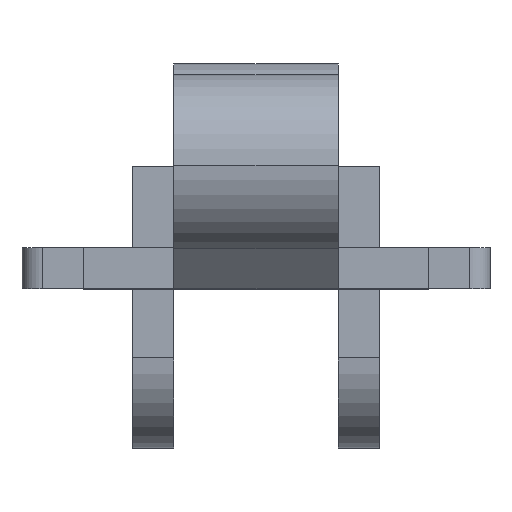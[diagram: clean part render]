
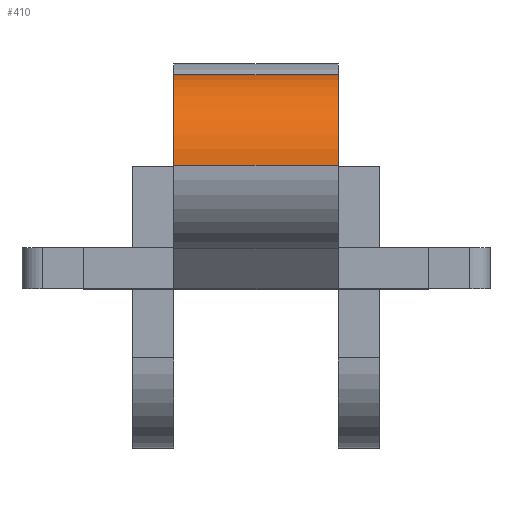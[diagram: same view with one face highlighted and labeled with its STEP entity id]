
A CAD part, top view. The second image highlights one B-rep face of the part: STEP entity #410.
In plain terms, the highlighted cylindrical face has radius 11 mm (diameter 22 mm), a partial arc.
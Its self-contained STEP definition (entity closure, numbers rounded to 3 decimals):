
#169 = EDGE_CURVE ( 'NONE', #756, #1488, #1846, .T. ) ;
#177 = ORIENTED_EDGE ( 'NONE', *, *, #2415, .F. ) ;
#265 = CARTESIAN_POINT ( 'NONE',  ( 31., 15., 1.5 ) ) ;
#282 = CARTESIAN_POINT ( 'NONE',  ( 11., 15., 23.5 ) ) ;
#410 = ADVANCED_FACE ( 'NONE', ( #2106 ), #793, .T. ) ;
#422 = CARTESIAN_POINT ( 'NONE',  ( 11., 15., 12.5 ) ) ;
#494 = EDGE_CURVE ( 'NONE', #1369, #1488, #2543, .T. ) ;
#549 = EDGE_CURVE ( 'NONE', #674, #1369, #2161, .T. ) ;
#592 = CARTESIAN_POINT ( 'NONE',  ( 31., 15., 12.5 ) ) ;
#674 = VERTEX_POINT ( 'NONE', #1996 ) ;
#756 = VERTEX_POINT ( 'NONE', #1475 ) ;
#791 = CIRCLE ( 'NONE', #1909, 11. ) ;
#793 = CYLINDRICAL_SURFACE ( 'NONE', #1211, 11. ) ;
#847 = DIRECTION ( 'NONE',  ( 0., 0., -1. ) ) ;
#911 = EDGE_LOOP ( 'NONE', ( #2517, #177, #1195, #1862 ) ) ;
#913 = DIRECTION ( 'NONE',  ( 1., 0., 0. ) ) ;
#1195 = ORIENTED_EDGE ( 'NONE', *, *, #549, .T. ) ;
#1211 = AXIS2_PLACEMENT_3D ( 'NONE', #592, #1221, #2315 ) ;
#1221 = DIRECTION ( 'NONE',  ( -1., 0., 0. ) ) ;
#1275 = DIRECTION ( 'NONE',  ( 1., 0., 0. ) ) ;
#1342 = DIRECTION ( 'NONE',  ( -1., 0., 0. ) ) ;
#1345 = AXIS2_PLACEMENT_3D ( 'NONE', #422, #1275, #847 ) ;
#1369 = VERTEX_POINT ( 'NONE', #1872 ) ;
#1475 = CARTESIAN_POINT ( 'NONE',  ( 31., 15., 23.5 ) ) ;
#1488 = VERTEX_POINT ( 'NONE', #282 ) ;
#1760 = DIRECTION ( 'NONE',  ( 0., 0., -1. ) ) ;
#1846 = LINE ( 'NONE', #2217, #2009 ) ;
#1862 = ORIENTED_EDGE ( 'NONE', *, *, #494, .T. ) ;
#1872 = CARTESIAN_POINT ( 'NONE',  ( 11., 15., 1.5 ) ) ;
#1909 = AXIS2_PLACEMENT_3D ( 'NONE', #2469, #913, #1760 ) ;
#1925 = VECTOR ( 'NONE', #1342, 1000. ) ;
#1996 = CARTESIAN_POINT ( 'NONE',  ( 31., 15., 1.5 ) ) ;
#2009 = VECTOR ( 'NONE', #2015, 1000. ) ;
#2015 = DIRECTION ( 'NONE',  ( -1., 0., 0. ) ) ;
#2106 = FACE_OUTER_BOUND ( 'NONE', #911, .T. ) ;
#2161 = LINE ( 'NONE', #265, #1925 ) ;
#2217 = CARTESIAN_POINT ( 'NONE',  ( 31., 15., 23.5 ) ) ;
#2315 = DIRECTION ( 'NONE',  ( 0., 0., 1. ) ) ;
#2415 = EDGE_CURVE ( 'NONE', #674, #756, #791, .T. ) ;
#2469 = CARTESIAN_POINT ( 'NONE',  ( 31., 15., 12.5 ) ) ;
#2517 = ORIENTED_EDGE ( 'NONE', *, *, #169, .F. ) ;
#2543 = CIRCLE ( 'NONE', #1345, 11. ) ;
